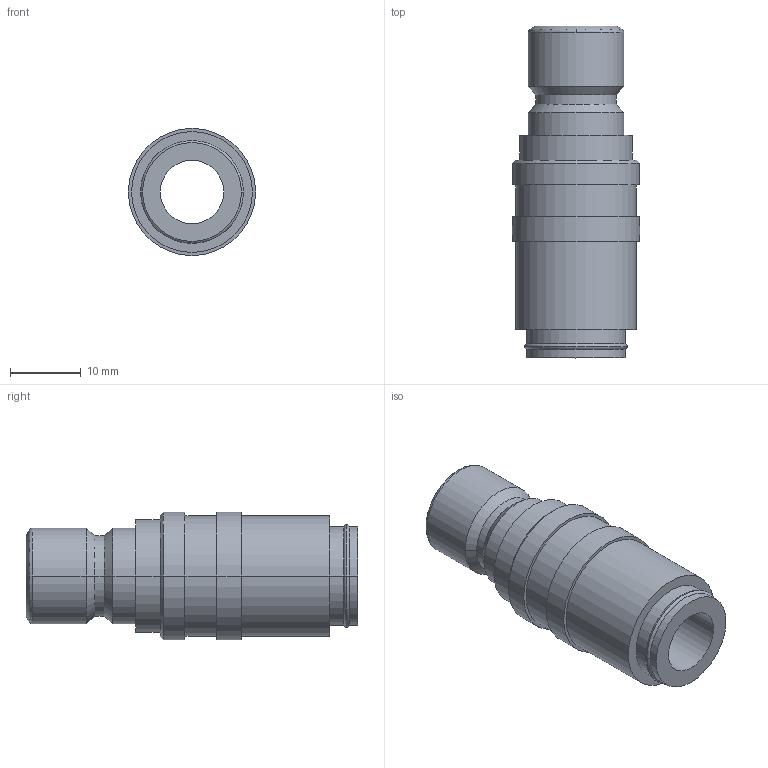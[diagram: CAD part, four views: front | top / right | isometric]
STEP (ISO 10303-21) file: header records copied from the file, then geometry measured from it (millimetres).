
FILE_DESCRIPTION(('STEP AP214'),'1');
FILE_NAME('eshmk-esds-ab.stp','2020-04-22T06:06:15',('TraceParts'),('TraceParts S.A.'),'Spatial InterOp 3D',' ',' ');
FILE_SCHEMA(('automotive_design'));
Length unit declared in the file: millimetre
Products named in the file (1): 1
Bounding box: 18 x 47 x 18 mm (x, y, z)
Volume: 6116.6 mm3; surface area: 4067.9 mm2
Topology: 1 solids, 1 shells, 44 faces, 92 edges, 56 vertices
Faces by surface type: cylinder 22, cone 8, plane 8, torus 6
Entity records: 1562 total; most frequent: DIRECTION 244, CARTESIAN_POINT 193, ORIENTED_EDGE 184, AXIS2_PLACEMENT_3D 107, EDGE_CURVE 92, CIRCLE 62, VERTEX_POINT 56, EDGE_LOOP 52
